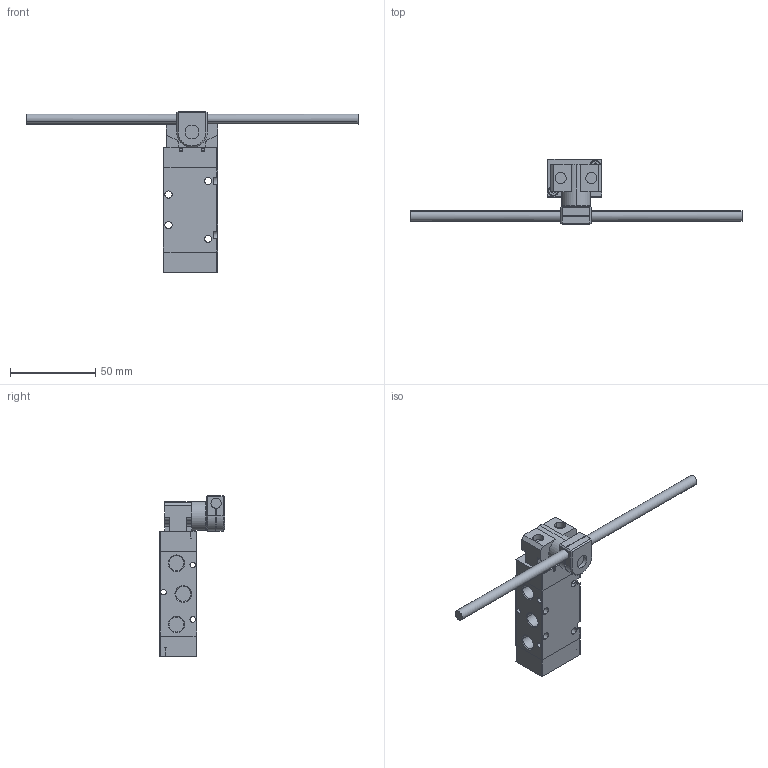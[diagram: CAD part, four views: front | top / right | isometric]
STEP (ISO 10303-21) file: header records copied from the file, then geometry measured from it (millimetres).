
FILE_DESCRIPTION (( 'STEP AP214' ), '1' );
FILE_NAME ('82_4_g74.STEP', '2015-12-21T09:53:12', ( '' ), ( '' ), 'SwSTEP 2.0', 'SolidWorks 2016', '' );
FILE_SCHEMA (( 'AUTOMOTIVE_DESIGN' ));
Length unit declared in the file: millimetre
Products named in the file (1): 82_4_g74
Bounding box: 195 x 38.25 x 94.5 mm (x, y, z)
Volume: 64496.5 mm3; surface area: 24815.9 mm2
Topology: 8 solids, 8 shells, 370 faces, 896 edges, 564 vertices
Faces by surface type: plane 189, cylinder 102, cone 41, bspline 20, torus 18
Entity records: 12787 total; most frequent: CARTESIAN_POINT 3355, DIRECTION 1843, ORIENTED_EDGE 1776, EDGE_CURVE 888, AXIS2_PLACEMENT_3D 662, VERTEX_POINT 564, LINE 519, VECTOR 519
